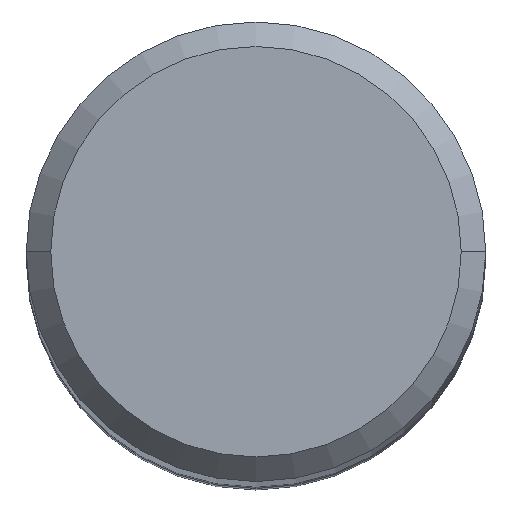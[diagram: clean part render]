
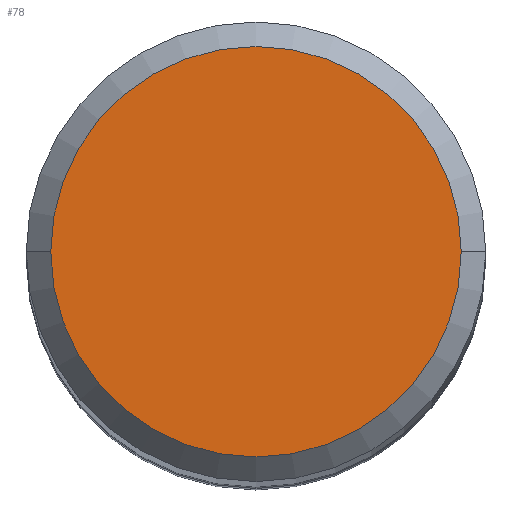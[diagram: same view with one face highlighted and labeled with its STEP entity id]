
A CAD part, top view. The second image highlights one B-rep face of the part: STEP entity #78.
In plain terms, the highlighted planar face has unit normal (0, 0, 1).
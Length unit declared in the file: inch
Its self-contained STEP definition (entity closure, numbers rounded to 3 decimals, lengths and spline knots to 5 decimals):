
#16 = CARTESIAN_POINT ( 'NONE',  ( 0., 0., 0. ) ) ;
#37 = EDGE_LOOP ( 'NONE', ( #129, #319 ) ) ;
#78 = ADVANCED_FACE ( 'NONE', ( #216 ), #346, .F. ) ;
#129 = ORIENTED_EDGE ( 'NONE', *, *, #402, .T. ) ;
#139 = CARTESIAN_POINT ( 'NONE',  ( -0.1675, 0., 0. ) ) ;
#168 = AXIS2_PLACEMENT_3D ( 'NONE', #16, #359, #331 ) ;
#189 = CARTESIAN_POINT ( 'NONE',  ( 0.1675, 0., 0. ) ) ;
#216 = FACE_OUTER_BOUND ( 'NONE', #37, .T. ) ;
#236 = AXIS2_PLACEMENT_3D ( 'NONE', #350, #518, #299 ) ;
#299 = DIRECTION ( 'NONE',  ( -1., 0., 0. ) ) ;
#313 = EDGE_CURVE ( 'NONE', #476, #557, #431, .T. ) ;
#319 = ORIENTED_EDGE ( 'NONE', *, *, #313, .T. ) ;
#331 = DIRECTION ( 'NONE',  ( 1., 0., 0. ) ) ;
#346 = PLANE ( 'NONE',  #236 ) ;
#350 = CARTESIAN_POINT ( 'NONE',  ( 0., 0.1675, 0. ) ) ;
#359 = DIRECTION ( 'NONE',  ( 0., 0., 1. ) ) ;
#397 = DIRECTION ( 'NONE',  ( 0., 0., 1. ) ) ;
#402 = EDGE_CURVE ( 'NONE', #557, #476, #469, .T. ) ;
#431 = CIRCLE ( 'NONE', #168, 0.1675 ) ;
#469 = CIRCLE ( 'NONE', #475, 0.1675 ) ;
#475 = AXIS2_PLACEMENT_3D ( 'NONE', #497, #397, #539 ) ;
#476 = VERTEX_POINT ( 'NONE', #189 ) ;
#497 = CARTESIAN_POINT ( 'NONE',  ( 0., 0., 0. ) ) ;
#518 = DIRECTION ( 'NONE',  ( 0., 0., -1. ) ) ;
#539 = DIRECTION ( 'NONE',  ( 1., 0., 0. ) ) ;
#557 = VERTEX_POINT ( 'NONE', #139 ) ;
